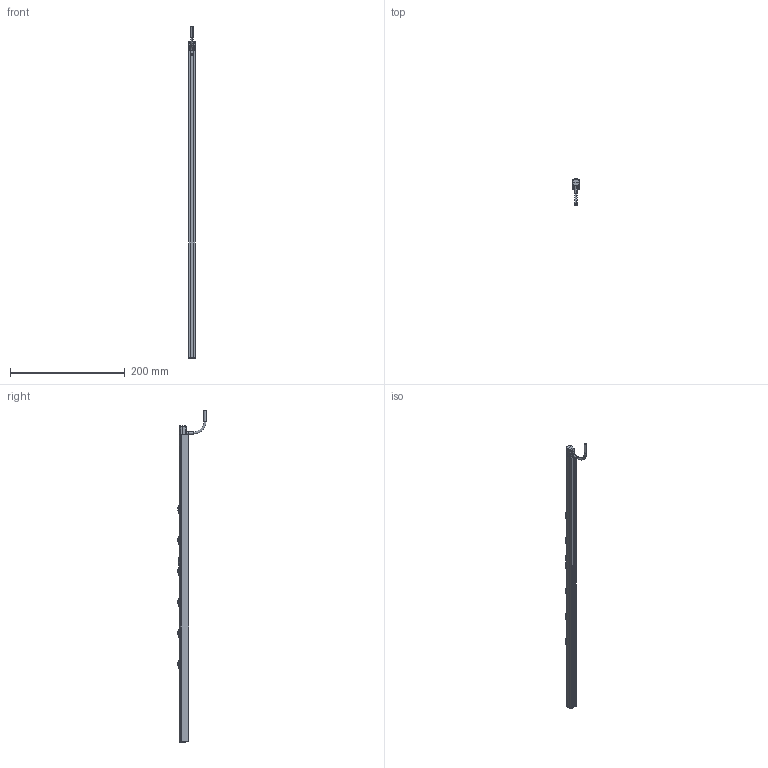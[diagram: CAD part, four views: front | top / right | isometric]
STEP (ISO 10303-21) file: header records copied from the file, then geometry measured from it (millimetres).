
FILE_DESCRIPTION((''),'2;1');
FILE_NAME('223451_SM01','2021-05-17T12:48:55',('jkuehl'),('BANNER ENGINEERING CORP.'),'CREO PARAMETRIC BY PTC INC, 2019292','CREO PARAMETRIC BY PTC INC, 2019292','');
FILE_SCHEMA(('CONFIG_CONTROL_DESIGN','SHAPE_APPEARANCE_LAYERS_GROUPS'));
Products named in the file (1): 223451_SM01
Bounding box: 12 x 49.1 x 579.15 mm (x, y, z)
Volume: 71296.6 mm3; surface area: 76407.3 mm2
Topology: 2 solids, 2 shells, 1229 faces, 3207 edges, 1953 vertices
Faces by surface type: bspline 490, plane 289, cylinder 263, cone 99, sphere 30, revolution 24, torus 20, extrusion 14
Entity records: 96237 total; most frequent: CARTESIAN_POINT 62592, ORIENTED_EDGE 6362, DIRECTION 3501, EDGE_CURVE 3181, VERTEX_POINT 1953, B_SPLINE_CURVE_WITH_KNOTS 1733, AXIS2_PLACEMENT_3D 1276, EDGE_LOOP 1266
